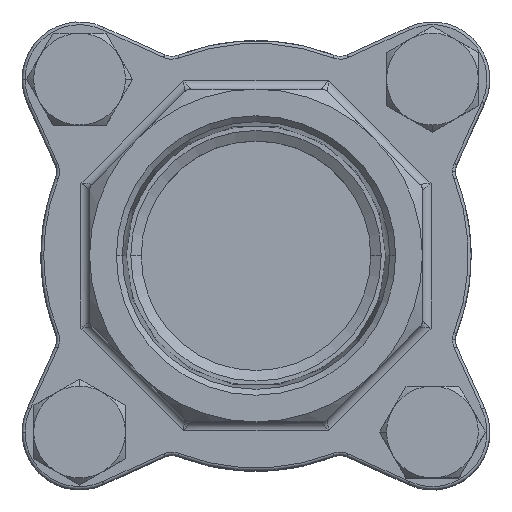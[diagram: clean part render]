
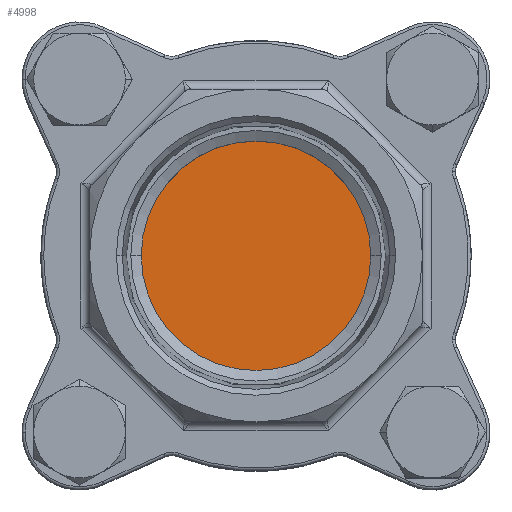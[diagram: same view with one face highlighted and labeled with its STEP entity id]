
A CAD part, top view. The second image highlights one B-rep face of the part: STEP entity #4998.
In plain terms, the highlighted planar face has unit normal (0, 0, 1).
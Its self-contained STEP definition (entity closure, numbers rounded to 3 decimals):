
#26 = EDGE_CURVE ( 'NONE', #2690, #2689, #614, .T. ) ;
#172 = AXIS2_PLACEMENT_3D ( 'NONE', #4383, #4384, #4385 ) ;
#614 = CIRCLE ( 'NONE', #3515, 20. ) ;
#698 = CIRCLE ( 'NONE', #172, 20. ) ;
#1871 = EDGE_CURVE ( 'NONE', #2689, #2690, #698, .T. ) ;
#2002 = CARTESIAN_POINT ( 'NONE',  ( 0., 0., 13.5 ) ) ;
#2003 = DIRECTION ( 'NONE',  ( 0., 0., 1. ) ) ;
#2004 = DIRECTION ( 'NONE',  ( 1., 0., 0. ) ) ;
#2157 = EDGE_LOOP ( 'NONE', ( #3621, #3622 ) ) ;
#2689 = VERTEX_POINT ( 'NONE', #5800 ) ;
#2690 = VERTEX_POINT ( 'NONE', #5798 ) ;
#3515 = AXIS2_PLACEMENT_3D ( 'NONE', #2002, #2003, #2004 ) ;
#3621 = ORIENTED_EDGE ( 'NONE', *, *, #26, .T. ) ;
#3622 = ORIENTED_EDGE ( 'NONE', *, *, #1871, .T. ) ;
#4383 = CARTESIAN_POINT ( 'NONE',  ( 0., 0., 13.5 ) ) ;
#4384 = DIRECTION ( 'NONE',  ( 0., 0., 1. ) ) ;
#4385 = DIRECTION ( 'NONE',  ( 1., 0., 0. ) ) ;
#4998 = ADVANCED_FACE ( 'NONE', ( #7525 ), #7481, .T. ) ;
#5755 = AXIS2_PLACEMENT_3D ( 'NONE', #7476, #7484, #7485 ) ;
#5798 = CARTESIAN_POINT ( 'NONE',  ( 20., 0., 13.5 ) ) ;
#5800 = CARTESIAN_POINT ( 'NONE',  ( -20., 0., 13.5 ) ) ;
#7476 = CARTESIAN_POINT ( 'NONE',  ( 0., 0., 13.5 ) ) ;
#7481 = PLANE ( 'NONE',  #5755 ) ;
#7484 = DIRECTION ( 'NONE',  ( 0., 0., 1. ) ) ;
#7485 = DIRECTION ( 'NONE',  ( 1., 0., 0. ) ) ;
#7525 = FACE_OUTER_BOUND ( 'NONE', #2157, .T. ) ;
